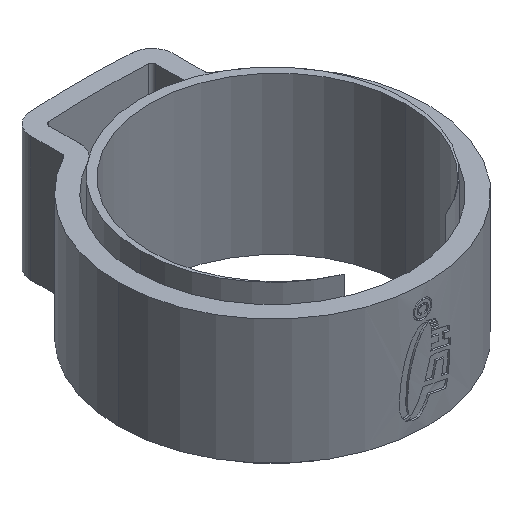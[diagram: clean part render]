
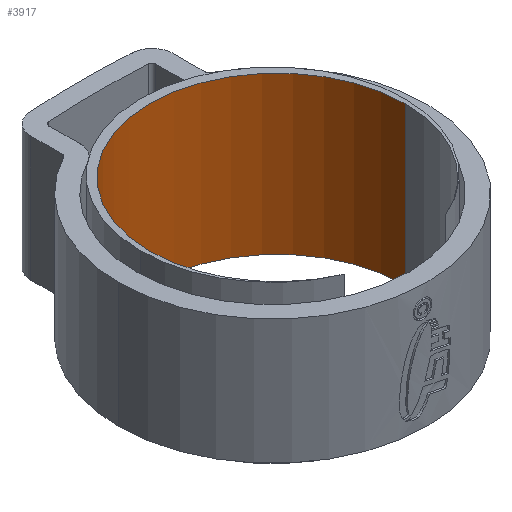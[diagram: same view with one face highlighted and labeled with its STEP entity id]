
A CAD part, isometric view. The second image highlights one B-rep face of the part: STEP entity #3917.
In plain terms, the highlighted cylindrical face has radius 7.16 mm (diameter 14.321 mm), a partial arc.
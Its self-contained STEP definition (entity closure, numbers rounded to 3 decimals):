
#379 = EDGE_CURVE ( 'NONE', #1282, #3090, #4117, .T. ) ;
#437 = DIRECTION ( 'NONE',  ( 1., 0., 0. ) ) ;
#494 = CARTESIAN_POINT ( 'NONE',  ( 7.16, -0.26, -4.4 ) ) ;
#516 = DIRECTION ( 'NONE',  ( 0., 0., -1. ) ) ;
#828 = ORIENTED_EDGE ( 'NONE', *, *, #4956, .T. ) ;
#878 = VERTEX_POINT ( 'NONE', #4732 ) ;
#998 = VERTEX_POINT ( 'NONE', #1071 ) ;
#1071 = CARTESIAN_POINT ( 'NONE',  ( -7.16, -0.26, 4.4 ) ) ;
#1114 = DIRECTION ( 'NONE',  ( 0., 0., -1. ) ) ;
#1205 = CARTESIAN_POINT ( 'NONE',  ( 7.16, -0.26, 4.4 ) ) ;
#1282 = VERTEX_POINT ( 'NONE', #2433 ) ;
#1483 = EDGE_LOOP ( 'NONE', ( #2520, #3131, #4586, #828 ) ) ;
#1514 = CYLINDRICAL_SURFACE ( 'NONE', #1726, 7.16 ) ;
#1726 = AXIS2_PLACEMENT_3D ( 'NONE', #3186, #1114, #4053 ) ;
#1765 = CARTESIAN_POINT ( 'NONE',  ( -7.16, -0.26, 4.4 ) ) ;
#2143 = VECTOR ( 'NONE', #3301, 1000. ) ;
#2163 = DIRECTION ( 'NONE',  ( 0., 0., -1. ) ) ;
#2433 = CARTESIAN_POINT ( 'NONE',  ( 7.16, -0.26, 4.4 ) ) ;
#2520 = ORIENTED_EDGE ( 'NONE', *, *, #379, .F. ) ;
#2627 = CIRCLE ( 'NONE', #4753, 7.16 ) ;
#2877 = DIRECTION ( 'NONE',  ( 0., 0., -1. ) ) ;
#2898 = CARTESIAN_POINT ( 'NONE',  ( 0., -0.26, 4.4 ) ) ;
#2943 = LINE ( 'NONE', #1765, #4311 ) ;
#3090 = VERTEX_POINT ( 'NONE', #494 ) ;
#3131 = ORIENTED_EDGE ( 'NONE', *, *, #5119, .F. ) ;
#3186 = CARTESIAN_POINT ( 'NONE',  ( 0., -0.26, 4.4 ) ) ;
#3301 = DIRECTION ( 'NONE',  ( 0., 0., -1. ) ) ;
#3569 = FACE_OUTER_BOUND ( 'NONE', #1483, .T. ) ;
#3917 = ADVANCED_FACE ( 'NONE', ( #3569 ), #1514, .F. ) ;
#4053 = DIRECTION ( 'NONE',  ( -1., 0., 0. ) ) ;
#4117 = LINE ( 'NONE', #1205, #2143 ) ;
#4198 = CARTESIAN_POINT ( 'NONE',  ( 0., -0.26, -4.4 ) ) ;
#4215 = DIRECTION ( 'NONE',  ( 1., 0., 0. ) ) ;
#4311 = VECTOR ( 'NONE', #2163, 1000. ) ;
#4495 = AXIS2_PLACEMENT_3D ( 'NONE', #2898, #2877, #4215 ) ;
#4586 = ORIENTED_EDGE ( 'NONE', *, *, #4862, .T. ) ;
#4732 = CARTESIAN_POINT ( 'NONE',  ( -7.16, -0.26, -4.4 ) ) ;
#4753 = AXIS2_PLACEMENT_3D ( 'NONE', #4198, #516, #437 ) ;
#4862 = EDGE_CURVE ( 'NONE', #998, #878, #2943, .T. ) ;
#4956 = EDGE_CURVE ( 'NONE', #878, #3090, #2627, .T. ) ;
#5012 = CIRCLE ( 'NONE', #4495, 7.16 ) ;
#5119 = EDGE_CURVE ( 'NONE', #998, #1282, #5012, .T. ) ;
